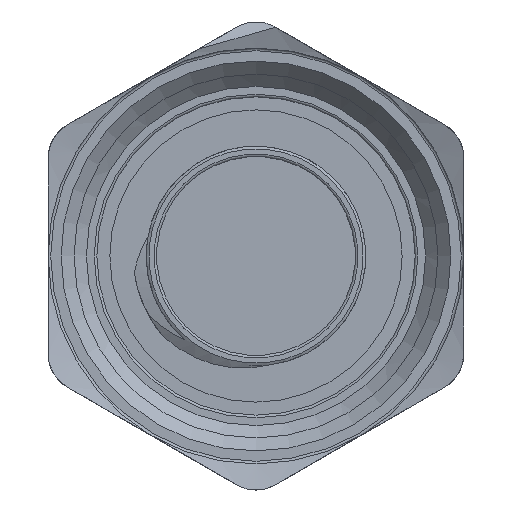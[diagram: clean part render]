
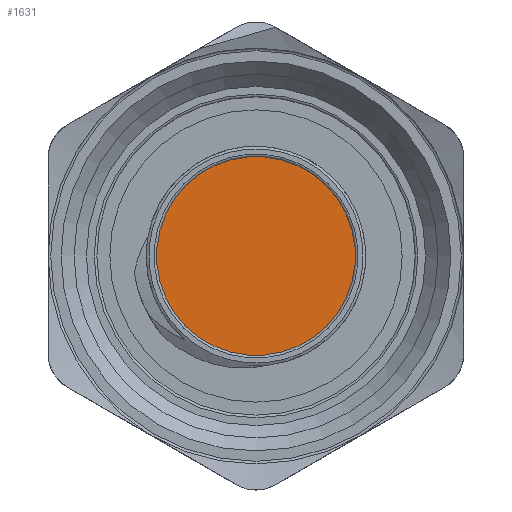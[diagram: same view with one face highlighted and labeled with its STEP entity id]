
A CAD part, front view. The second image highlights one B-rep face of the part: STEP entity #1631.
In plain terms, the highlighted planar face has unit normal (0, -1, 0).
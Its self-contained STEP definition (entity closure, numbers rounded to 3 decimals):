
#108=PLANE('',#1758);
#142=FACE_OUTER_BOUND('',#242,.T.);
#242=EDGE_LOOP('',(#1016));
#410=CIRCLE('',#1759,7.65);
#614=VERTEX_POINT('',#2384);
#772=EDGE_CURVE('',#614,#614,#410,.T.);
#1016=ORIENTED_EDGE('',*,*,#772,.F.);
#1631=ADVANCED_FACE('',(#142),#108,.F.);
#1758=AXIS2_PLACEMENT_3D('',#2383,#1944,#1945);
#1759=AXIS2_PLACEMENT_3D('',#2385,#1946,#1947);
#1944=DIRECTION('center_axis',(0.,1.,0.));
#1945=DIRECTION('ref_axis',(0.,0.,1.));
#1946=DIRECTION('center_axis',(0.,1.,0.));
#1947=DIRECTION('ref_axis',(-0.259,0.,0.966));
#2383=CARTESIAN_POINT('Origin',(-5.867,-2.239,-0.386));
#2384=CARTESIAN_POINT('',(-3.887,-2.239,-7.775));
#2385=CARTESIAN_POINT('Origin',(-5.867,-2.239,-0.386));
